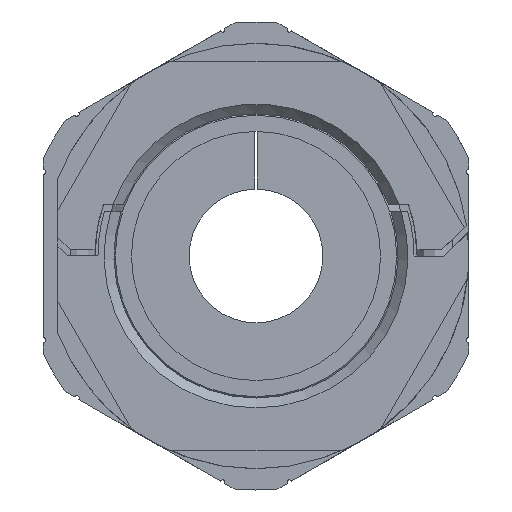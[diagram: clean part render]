
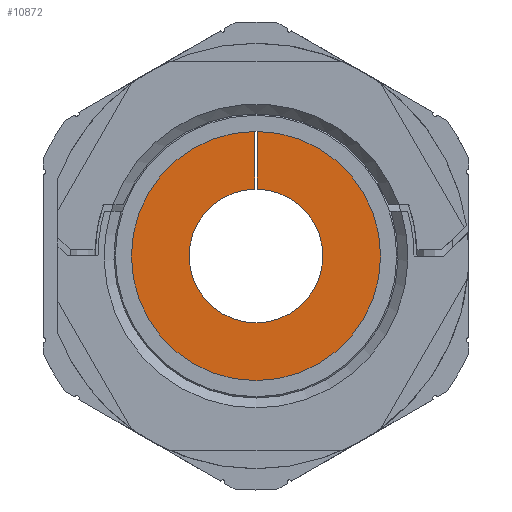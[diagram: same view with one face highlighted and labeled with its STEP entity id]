
A CAD part, front view. The second image highlights one B-rep face of the part: STEP entity #10872.
In plain terms, the highlighted planar face has unit normal (0, -1, 0).
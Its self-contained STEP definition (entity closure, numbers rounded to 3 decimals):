
#727 = LINE ( 'NONE', #8283, #7251 ) ;
#962 = ORIENTED_EDGE ( 'NONE', *, *, #15390, .F. ) ;
#1385 = ORIENTED_EDGE ( 'NONE', *, *, #12736, .F. ) ;
#1440 = VERTEX_POINT ( 'NONE', #4551 ) ;
#1890 = LINE ( 'NONE', #2315, #19134 ) ;
#2315 = CARTESIAN_POINT ( 'NONE',  ( 0.1, 0., 0. ) ) ;
#2490 = DIRECTION ( 'NONE',  ( 0., 0., 1. ) ) ;
#3281 = DIRECTION ( 'NONE',  ( 0., 0., -1. ) ) ;
#3300 = CARTESIAN_POINT ( 'NONE',  ( 0.1, 0., 5.499 ) ) ;
#4188 = EDGE_CURVE ( 'NONE', #1440, #17863, #13771, .T. ) ;
#4551 = CARTESIAN_POINT ( 'NONE',  ( 0.1, 0., 11.5 ) ) ;
#5398 = EDGE_CURVE ( 'NONE', #17863, #7720, #727, .T. ) ;
#6252 = DIRECTION ( 'NONE',  ( 0., 1., 0. ) ) ;
#6393 = VERTEX_POINT ( 'NONE', #3300 ) ;
#6753 = CARTESIAN_POINT ( 'NONE',  ( -0.1, 0., 11.5 ) ) ;
#6801 = CARTESIAN_POINT ( 'NONE',  ( 0., 0., 0. ) ) ;
#7251 = VECTOR ( 'NONE', #3281, 1000. ) ;
#7720 = VERTEX_POINT ( 'NONE', #13500 ) ;
#8283 = CARTESIAN_POINT ( 'NONE',  ( -0.1, 0., 0. ) ) ;
#8454 = ORIENTED_EDGE ( 'NONE', *, *, #5398, .F. ) ;
#8523 = DIRECTION ( 'NONE',  ( 0., 0., 1. ) ) ;
#10872 = ADVANCED_FACE ( 'NONE', ( #12322 ), #17737, .F. ) ;
#10914 = EDGE_LOOP ( 'NONE', ( #1385, #8454, #11874, #962 ) ) ;
#11132 = DIRECTION ( 'NONE',  ( 0., 0., 1. ) ) ;
#11874 = ORIENTED_EDGE ( 'NONE', *, *, #4188, .F. ) ;
#12322 = FACE_OUTER_BOUND ( 'NONE', #10914, .T. ) ;
#12736 = EDGE_CURVE ( 'NONE', #7720, #6393, #18451, .T. ) ;
#12898 = CARTESIAN_POINT ( 'NONE',  ( 0., 0., 0. ) ) ;
#13500 = CARTESIAN_POINT ( 'NONE',  ( -0.1, 0., 5.499 ) ) ;
#13771 = CIRCLE ( 'NONE', #16372, 11.5 ) ;
#14154 = DIRECTION ( 'NONE',  ( 0., 0., 1. ) ) ;
#14731 = AXIS2_PLACEMENT_3D ( 'NONE', #6801, #18609, #8523 ) ;
#15390 = EDGE_CURVE ( 'NONE', #6393, #1440, #1890, .T. ) ;
#16052 = AXIS2_PLACEMENT_3D ( 'NONE', #17808, #21158, #11132 ) ;
#16372 = AXIS2_PLACEMENT_3D ( 'NONE', #12898, #6252, #2490 ) ;
#17737 = PLANE ( 'NONE',  #16052 ) ;
#17808 = CARTESIAN_POINT ( 'NONE',  ( 11.5, 0., 0. ) ) ;
#17863 = VERTEX_POINT ( 'NONE', #6753 ) ;
#18451 = CIRCLE ( 'NONE', #14731, 5.5 ) ;
#18609 = DIRECTION ( 'NONE',  ( 0., -1., 0. ) ) ;
#19134 = VECTOR ( 'NONE', #14154, 1000. ) ;
#21158 = DIRECTION ( 'NONE',  ( 0., 1., 0. ) ) ;
